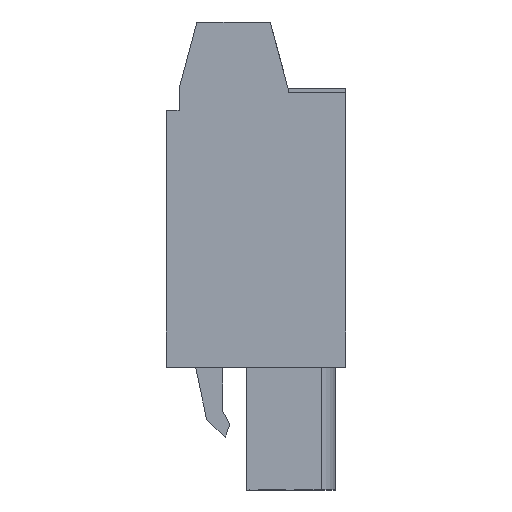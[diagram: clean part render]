
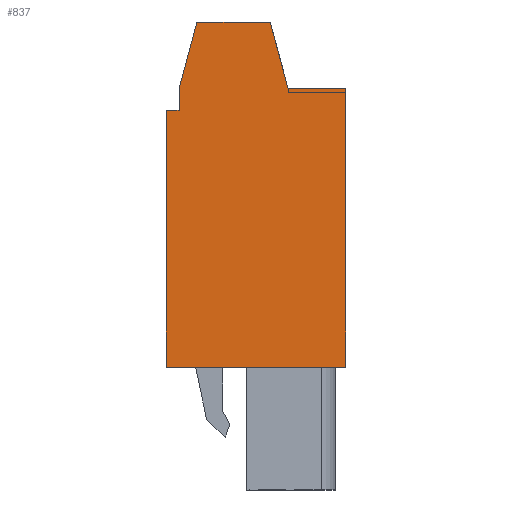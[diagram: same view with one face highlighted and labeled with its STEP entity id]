
A CAD part, left-side view. The second image highlights one B-rep face of the part: STEP entity #837.
In plain terms, the highlighted planar face has unit normal (-1, 0, 0).
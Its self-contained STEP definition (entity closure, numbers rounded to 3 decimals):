
#777=AXIS2_PLACEMENT_3D('Plane Axis2P3D',#774,#775,#776) ;
#49=CARTESIAN_POINT('Vertex',(0.,12.2,25.8)) ;
#52=CARTESIAN_POINT('Line Origine',(0.,11.763,25.8)) ;
#56=CARTESIAN_POINT('Vertex',(0.,11.325,25.8)) ;
#671=CARTESIAN_POINT('Line Origine',(0.,11.325,26.55)) ;
#675=CARTESIAN_POINT('Vertex',(0.,11.325,27.3)) ;
#774=CARTESIAN_POINT('Axis2P3D Location',(0.,-0.45,0.)) ;
#779=CARTESIAN_POINT('Line Origine',(0.,6.1,8.35)) ;
#783=CARTESIAN_POINT('Vertex',(0.,12.2,8.35)) ;
#785=CARTESIAN_POINT('Vertex',(0.,0.,8.35)) ;
#788=CARTESIAN_POINT('Line Origine',(0.,0.,17.825)) ;
#792=CARTESIAN_POINT('Vertex',(0.,0.,27.3)) ;
#795=CARTESIAN_POINT('Line Origine',(0.,1.963,27.3)) ;
#799=CARTESIAN_POINT('Vertex',(0.,3.925,27.3)) ;
#802=CARTESIAN_POINT('Line Origine',(0.,4.528,29.55)) ;
#806=CARTESIAN_POINT('Vertex',(0.,5.131,31.8)) ;
#809=CARTESIAN_POINT('Line Origine',(0.,7.625,31.8)) ;
#813=CARTESIAN_POINT('Vertex',(0.,10.119,31.8)) ;
#816=CARTESIAN_POINT('Line Origine',(0.,10.722,29.55)) ;
#821=CARTESIAN_POINT('Line Origine',(0.,12.2,17.075)) ;
#53=DIRECTION('Vector Direction',(0.,1.,0.)) ;
#672=DIRECTION('Vector Direction',(0.,0.,-1.)) ;
#775=DIRECTION('Axis2P3D Direction',(-1.,0.,0.)) ;
#776=DIRECTION('Axis2P3D XDirection',(0.,0.,1.)) ;
#780=DIRECTION('Vector Direction',(0.,-1.,0.)) ;
#789=DIRECTION('Vector Direction',(0.,0.,1.)) ;
#796=DIRECTION('Vector Direction',(0.,1.,0.)) ;
#803=DIRECTION('Vector Direction',(0.,0.259,0.966)) ;
#810=DIRECTION('Vector Direction',(0.,1.,0.)) ;
#817=DIRECTION('Vector Direction',(0.,0.259,-0.966)) ;
#822=DIRECTION('Vector Direction',(0.,0.,-1.)) ;
#54=VECTOR('Line Direction',#53,1.) ;
#673=VECTOR('Line Direction',#672,1.) ;
#781=VECTOR('Line Direction',#780,1.) ;
#790=VECTOR('Line Direction',#789,1.) ;
#797=VECTOR('Line Direction',#796,1.) ;
#804=VECTOR('Line Direction',#803,1.) ;
#811=VECTOR('Line Direction',#810,1.) ;
#818=VECTOR('Line Direction',#817,1.) ;
#823=VECTOR('Line Direction',#822,1.) ;
#827=ORIENTED_EDGE('',*,*,#787,.T.) ;
#828=ORIENTED_EDGE('',*,*,#794,.T.) ;
#829=ORIENTED_EDGE('',*,*,#801,.T.) ;
#830=ORIENTED_EDGE('',*,*,#808,.T.) ;
#831=ORIENTED_EDGE('',*,*,#815,.T.) ;
#832=ORIENTED_EDGE('',*,*,#820,.T.) ;
#833=ORIENTED_EDGE('',*,*,#677,.T.) ;
#834=ORIENTED_EDGE('',*,*,#58,.T.) ;
#835=ORIENTED_EDGE('',*,*,#825,.T.) ;
#837=ADVANCED_FACE('HOUSING',(#836),#778,.T.) ;
#58=EDGE_CURVE('',#57,#50,#55,.T.) ;
#677=EDGE_CURVE('',#676,#57,#674,.T.) ;
#787=EDGE_CURVE('',#784,#786,#782,.T.) ;
#794=EDGE_CURVE('',#786,#793,#791,.T.) ;
#801=EDGE_CURVE('',#793,#800,#798,.T.) ;
#808=EDGE_CURVE('',#800,#807,#805,.T.) ;
#815=EDGE_CURVE('',#807,#814,#812,.T.) ;
#820=EDGE_CURVE('',#814,#676,#819,.T.) ;
#825=EDGE_CURVE('',#50,#784,#824,.T.) ;
#826=EDGE_LOOP('',(#827,#828,#829,#830,#831,#832,#833,#834,#835)) ;
#836=FACE_OUTER_BOUND('',#826,.T.) ;
#55=LINE('Line',#52,#54) ;
#674=LINE('Line',#671,#673) ;
#782=LINE('Line',#779,#781) ;
#791=LINE('Line',#788,#790) ;
#798=LINE('Line',#795,#797) ;
#805=LINE('Line',#802,#804) ;
#812=LINE('Line',#809,#811) ;
#819=LINE('Line',#816,#818) ;
#824=LINE('Line',#821,#823) ;
#778=PLANE('',#777) ;
#50=VERTEX_POINT('',#49) ;
#57=VERTEX_POINT('',#56) ;
#676=VERTEX_POINT('',#675) ;
#784=VERTEX_POINT('',#783) ;
#786=VERTEX_POINT('',#785) ;
#793=VERTEX_POINT('',#792) ;
#800=VERTEX_POINT('',#799) ;
#807=VERTEX_POINT('',#806) ;
#814=VERTEX_POINT('',#813) ;
